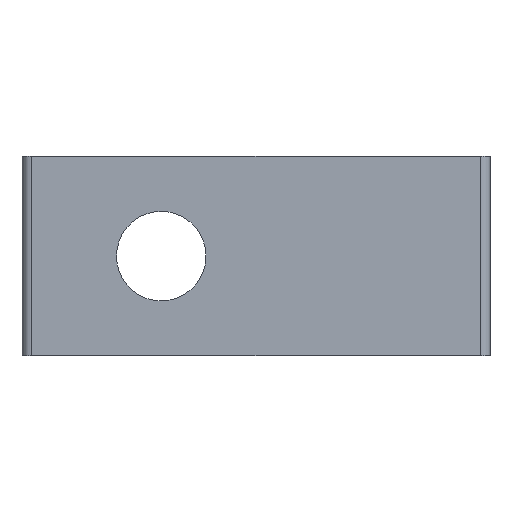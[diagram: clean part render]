
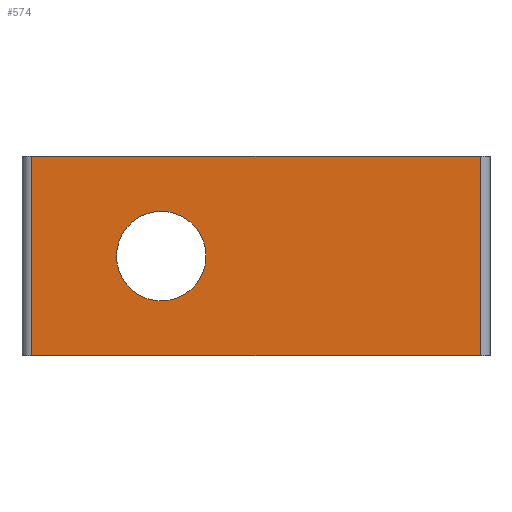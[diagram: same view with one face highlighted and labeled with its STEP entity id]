
A CAD part, front view. The second image highlights one B-rep face of the part: STEP entity #574.
In plain terms, the highlighted planar face has unit normal (0, -1, 0).
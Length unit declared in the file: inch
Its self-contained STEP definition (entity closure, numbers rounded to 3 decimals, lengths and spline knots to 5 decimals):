
#46=LINE('',#1039,#79);
#49=LINE('',#1052,#82);
#54=LINE('',#1065,#87);
#55=LINE('',#1068,#88);
#79=VECTOR('',#741,1.407);
#82=VECTOR('',#756,0.625);
#87=VECTOR('',#769,0.625);
#88=VECTOR('',#774,1.407);
#103=PLANE('',#634);
#137=FACE_BOUND('',#209,.T.);
#163=FACE_OUTER_BOUND('',#208,.T.);
#208=EDGE_LOOP('',(#476,#477,#478,#479));
#209=EDGE_LOOP('',(#480));
#227=CIRCLE('',#592,0.1405);
#258=VERTEX_POINT('',#838);
#287=VERTEX_POINT('',#1036);
#288=VERTEX_POINT('',#1038);
#292=VERTEX_POINT('',#1050);
#296=VERTEX_POINT('',#1064);
#312=EDGE_CURVE('',#258,#258,#227,.T.);
#350=EDGE_CURVE('',#288,#287,#46,.T.);
#357=EDGE_CURVE('',#292,#287,#49,.T.);
#363=EDGE_CURVE('',#288,#296,#54,.T.);
#365=EDGE_CURVE('',#296,#292,#55,.T.);
#476=ORIENTED_EDGE('',*,*,#357,.F.);
#477=ORIENTED_EDGE('',*,*,#365,.F.);
#478=ORIENTED_EDGE('',*,*,#363,.F.);
#479=ORIENTED_EDGE('',*,*,#350,.T.);
#480=ORIENTED_EDGE('',*,*,#312,.T.);
#574=ADVANCED_FACE('',(#163,#137),#103,.T.);
#592=AXIS2_PLACEMENT_3D('',#839,#665,#666);
#634=AXIS2_PLACEMENT_3D('',#1067,#772,#773);
#665=DIRECTION('center_axis',(0.,1.,0.));
#666=DIRECTION('ref_axis',(-1.,0.,0.));
#741=DIRECTION('',(1.,0.,0.));
#756=DIRECTION('',(0.,0.,-1.));
#769=DIRECTION('',(0.,0.,1.));
#772=DIRECTION('center_axis',(0.,-1.,0.));
#773=DIRECTION('ref_axis',(0.,0.,-1.));
#774=DIRECTION('',(1.,0.,0.));
#838=CARTESIAN_POINT('',(-0.50785,-0.04648,-0.313));
#839=CARTESIAN_POINT('Origin',(-0.64835,-0.04648,-0.313));
#1036=CARTESIAN_POINT('',(0.35265,-0.04648,-0.625));
#1038=CARTESIAN_POINT('',(-1.05435,-0.04648,-0.625));
#1039=CARTESIAN_POINT('',(-1.08535,-0.04648,-0.625));
#1050=CARTESIAN_POINT('',(0.35265,-0.04648,0.));
#1052=CARTESIAN_POINT('',(0.35265,-0.04648,0.));
#1064=CARTESIAN_POINT('',(-1.05435,-0.04648,0.));
#1065=CARTESIAN_POINT('',(-1.05435,-0.04648,0.));
#1067=CARTESIAN_POINT('Origin',(-1.08535,-0.04648,0.));
#1068=CARTESIAN_POINT('',(-1.08535,-0.04648,0.));
